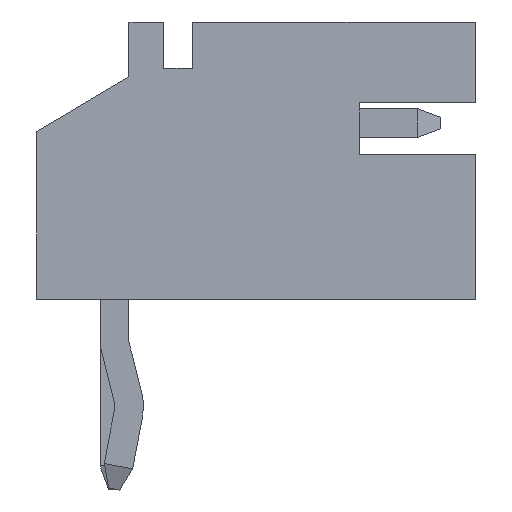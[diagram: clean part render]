
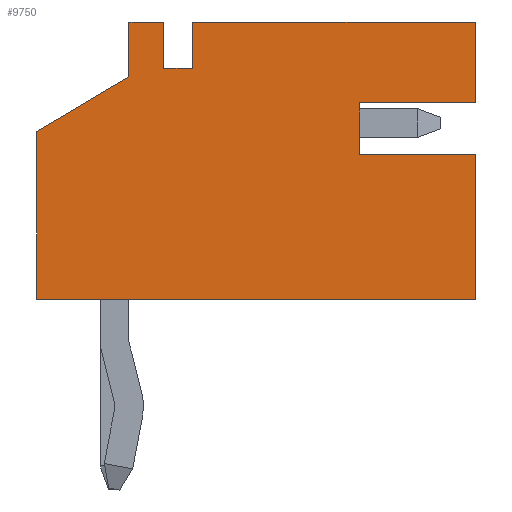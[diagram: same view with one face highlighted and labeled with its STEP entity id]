
A CAD part, left-side view. The second image highlights one B-rep face of the part: STEP entity #9750.
In plain terms, the highlighted face is planar.
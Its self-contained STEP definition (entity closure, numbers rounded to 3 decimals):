
#1819=ORIENTED_EDGE('',*,*,#2895,.F.);
#1820=ORIENTED_EDGE('',*,*,#2893,.F.);
#1821=ORIENTED_EDGE('',*,*,#2722,.F.);
#1822=ORIENTED_EDGE('',*,*,#2705,.F.);
#1823=ORIENTED_EDGE('',*,*,#2886,.T.);
#1824=ORIENTED_EDGE('',*,*,#2889,.T.);
#1825=ORIENTED_EDGE('',*,*,#2891,.T.);
#1826=ORIENTED_EDGE('',*,*,#2651,.F.);
#1827=ORIENTED_EDGE('',*,*,#3032,.F.);
#1828=ORIENTED_EDGE('',*,*,#2901,.F.);
#1829=ORIENTED_EDGE('',*,*,#2898,.F.);
#1830=ORIENTED_EDGE('',*,*,#2774,.F.);
#1831=ORIENTED_EDGE('',*,*,#2766,.F.);
#1832=ORIENTED_EDGE('',*,*,#2897,.F.);
#2651=EDGE_CURVE('',#3505,#3506,#4175,.T.);
#2705=EDGE_CURVE('',#3539,#3540,#4229,.T.);
#2722=EDGE_CURVE('',#3540,#3556,#4246,.T.);
#2766=EDGE_CURVE('',#3588,#3589,#4290,.T.);
#2774=EDGE_CURVE('',#3589,#3595,#4298,.T.);
#2886=EDGE_CURVE('',#3539,#3681,#4402,.T.);
#2889=EDGE_CURVE('',#3681,#3683,#4405,.T.);
#2891=EDGE_CURVE('',#3683,#3506,#4407,.T.);
#2893=EDGE_CURVE('',#3556,#3684,#4409,.T.);
#2895=EDGE_CURVE('',#3684,#3685,#4411,.T.);
#2897=EDGE_CURVE('',#3685,#3588,#4413,.T.);
#2898=EDGE_CURVE('',#3595,#3686,#4414,.T.);
#2901=EDGE_CURVE('',#3686,#3688,#4417,.T.);
#3032=EDGE_CURVE('',#3688,#3505,#4540,.T.);
#3505=VERTEX_POINT('',#13206);
#3506=VERTEX_POINT('',#13208);
#3539=VERTEX_POINT('',#13308);
#3540=VERTEX_POINT('',#13310);
#3556=VERTEX_POINT('',#13345);
#3588=VERTEX_POINT('',#13434);
#3589=VERTEX_POINT('',#13436);
#3595=VERTEX_POINT('',#13451);
#3681=VERTEX_POINT('',#13660);
#3683=VERTEX_POINT('',#13666);
#3684=VERTEX_POINT('',#13674);
#3685=VERTEX_POINT('',#13678);
#3686=VERTEX_POINT('',#13684);
#3688=VERTEX_POINT('',#13690);
#4175=LINE('',#13207,#5055);
#4229=LINE('',#13309,#5109);
#4246=LINE('',#13344,#5126);
#4290=LINE('',#13435,#5170);
#4298=LINE('',#13450,#5178);
#4402=LINE('',#13661,#5282);
#4405=LINE('',#13667,#5285);
#4407=LINE('',#13670,#5287);
#4409=LINE('',#13673,#5289);
#4411=LINE('',#13677,#5291);
#4413=LINE('',#13681,#5293);
#4414=LINE('',#13683,#5294);
#4417=LINE('',#13689,#5297);
#4540=LINE('',#13957,#5420);
#5055=VECTOR('',#11246,1000.);
#5109=VECTOR('',#11328,1000.);
#5126=VECTOR('',#11349,1000.);
#5170=VECTOR('',#11421,1000.);
#5178=VECTOR('',#11431,1000.);
#5282=VECTOR('',#11575,1000.);
#5285=VECTOR('',#11580,1000.);
#5287=VECTOR('',#11584,1000.);
#5289=VECTOR('',#11588,1000.);
#5291=VECTOR('',#11592,1000.);
#5293=VECTOR('',#11596,1000.);
#5294=VECTOR('',#11599,1000.);
#5297=VECTOR('',#11604,1000.);
#5420=VECTOR('',#11927,1000.);
#5889=EDGE_LOOP('',(#1819,#1820,#1821,#1822,#1823,#1824,#1825,#1826,#1827,
#1828,#1829,#1830,#1831,#1832));
#6297=FACE_BOUND('',#5889,.T.);
#6644=PLANE('',#10263);
#9750=ADVANCED_FACE('',(#6297),#6644,.F.);
#10263=AXIS2_PLACEMENT_3D('',#13959,#11930,#11931);
#11246=DIRECTION('',(0.,0.,1.));
#11328=DIRECTION('',(0.,0.,1.));
#11349=DIRECTION('',(0.,1.,0.));
#11421=DIRECTION('',(0.,1.,0.));
#11431=DIRECTION('',(0.,0.,-1.));
#11575=DIRECTION('',(0.,1.,0.));
#11580=DIRECTION('',(0.,0.,-1.));
#11584=DIRECTION('',(0.,-1.,0.));
#11588=DIRECTION('',(0.,0.,-1.));
#11592=DIRECTION('',(0.,1.,0.));
#11596=DIRECTION('',(0.,0.,1.));
#11599=DIRECTION('',(0.,-1.,0.));
#11604=DIRECTION('',(0.,-0.511,0.86));
#11927=DIRECTION('',(0.,-1.,0.));
#11930=DIRECTION('',(-1.,0.,0.));
#11931=DIRECTION('',(0.,0.,1.));
#13206=CARTESIAN_POINT('',(10.,-2.4,-3.));
#13207=CARTESIAN_POINT('',(10.,-2.4,-3.));
#13208=CARTESIAN_POINT('',(10.,-2.4,-2.4));
#13308=CARTESIAN_POINT('',(10.,-2.4,-1.9));
#13309=CARTESIAN_POINT('',(10.,-2.4,-3.));
#13310=CARTESIAN_POINT('',(10.,-2.4,3.));
#13344=CARTESIAN_POINT('',(10.,-2.4,3.));
#13345=CARTESIAN_POINT('',(10.,-1.,3.));
#13434=CARTESIAN_POINT('',(10.,-0.1,3.));
#13435=CARTESIAN_POINT('',(10.,-2.4,3.));
#13436=CARTESIAN_POINT('',(10.,2.4,3.));
#13450=CARTESIAN_POINT('',(10.,2.4,3.));
#13451=CARTESIAN_POINT('',(10.,2.4,-4.6));
#13660=CARTESIAN_POINT('',(10.,-1.6,-1.9));
#13661=CARTESIAN_POINT('',(10.,-2.4,-1.9));
#13666=CARTESIAN_POINT('',(10.,-1.6,-2.4));
#13667=CARTESIAN_POINT('',(10.,-1.6,-1.9));
#13670=CARTESIAN_POINT('',(10.,-1.6,-2.4));
#13673=CARTESIAN_POINT('',(10.,-1.,3.));
#13674=CARTESIAN_POINT('',(10.,-1.,1.));
#13677=CARTESIAN_POINT('',(10.,-1.,1.));
#13678=CARTESIAN_POINT('',(10.,-0.1,1.));
#13681=CARTESIAN_POINT('',(10.,-0.1,1.));
#13683=CARTESIAN_POINT('',(10.,2.4,-4.6));
#13684=CARTESIAN_POINT('',(10.,-0.5,-4.6));
#13689=CARTESIAN_POINT('',(10.,-0.5,-4.6));
#13690=CARTESIAN_POINT('',(10.,-1.45,-3.));
#13957=CARTESIAN_POINT('',(10.,2.4,-3.));
#13959=CARTESIAN_POINT('',(10.,0.,0.));
